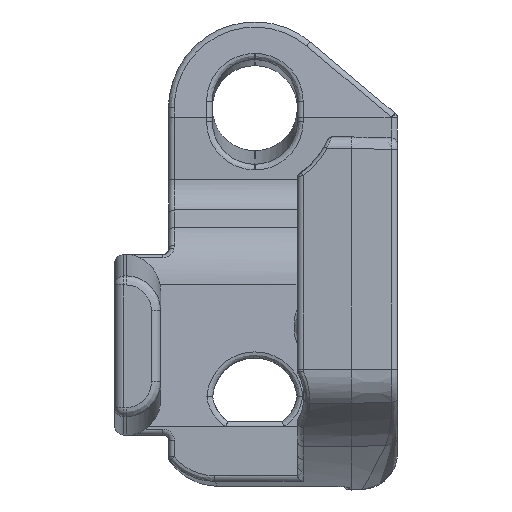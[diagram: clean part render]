
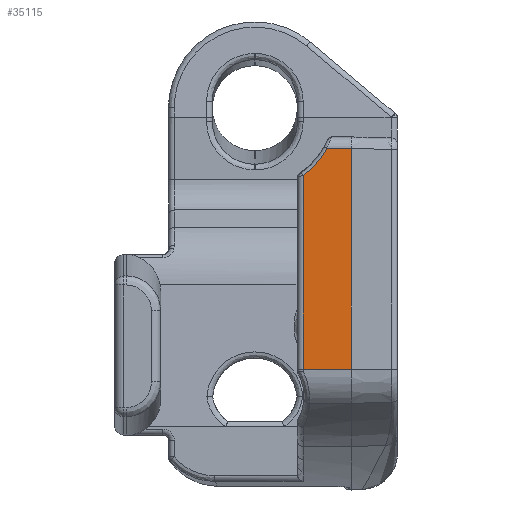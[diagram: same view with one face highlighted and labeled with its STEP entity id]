
A CAD part, left-side view. The second image highlights one B-rep face of the part: STEP entity #35115.
In plain terms, the highlighted planar face has unit normal (-1, 0, 0).
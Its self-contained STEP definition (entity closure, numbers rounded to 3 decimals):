
#7096=CARTESIAN_POINT('',(-41.15,-6.292,9.2));
#7292=CARTESIAN_POINT('',(-41.15,0.,12.7));
#7293=DIRECTION('',(-1.,0.,0.));
#7294=DIRECTION('',(0.,-0.583,-0.812));
#7295=AXIS2_PLACEMENT_3D('',#7292,#7293,#7294);
#7300=DIRECTION('',(0.,1.,0.));
#7301=VECTOR('',#7300,2.108);
#7302=CARTESIAN_POINT('',(-41.15,-8.4,9.2));
#7303=LINE('',#7302,#7301);
#7307=DIRECTION('',(0.,0.,-1.));
#7308=VECTOR('',#7307,16.852);
#7309=CARTESIAN_POINT('',(-41.15,-4.2,6.852));
#7310=LINE('',#7309,#7308);
#7320=CARTESIAN_POINT('',(-41.15,-8.4,9.2));
#7339=DIRECTION('',(0.,0.,1.));
#7340=VECTOR('',#7339,19.2);
#7341=CARTESIAN_POINT('',(-41.15,-8.4,-10.));
#7342=LINE('',#7341,#7340);
#13353=DIRECTION('',(0.,1.,0.));
#13354=VECTOR('',#13353,4.2);
#13355=CARTESIAN_POINT('',(-41.15,-8.4,-10.));
#13356=LINE('',#13355,#13354);
#26574=VERTEX_POINT('',#7320);
#26580=CARTESIAN_POINT('',(-41.15,-8.4,-10.));
#26582=VERTEX_POINT('',#26580);
#26893=CARTESIAN_POINT('',(-41.15,-4.2,-10.));
#26894=VERTEX_POINT('',#26893);
#27365=VERTEX_POINT('',#7096);
#27435=CARTESIAN_POINT('',(-41.15,-4.2,6.852));
#27436=VERTEX_POINT('',#27435);
#35101=CARTESIAN_POINT('',(-41.15,-8.4,9.2));
#35102=DIRECTION('',(1.,0.,0.));
#35103=DIRECTION('',(0.,0.,-1.));
#35104=AXIS2_PLACEMENT_3D('',#35101,#35102,#35103);
#35105=PLANE('',#35104);
#35106=ORIENTED_EDGE('',*,*,#35093,.T.);
#35107=ORIENTED_EDGE('',*,*,#34983,.F.);
#35109=ORIENTED_EDGE('',*,*,#35108,.F.);
#35111=ORIENTED_EDGE('',*,*,#35110,.T.);
#35112=ORIENTED_EDGE('',*,*,#34761,.F.);
#35113=EDGE_LOOP('',(#35106,#35107,#35109,#35111,#35112));
#35114=FACE_OUTER_BOUND('',#35113,.F.);
#7296=CIRCLE('',#7295,7.2);
#34761=EDGE_CURVE('',#27436,#26894,#7310,.T.);
#34983=EDGE_CURVE('',#26574,#27365,#7303,.T.);
#35093=EDGE_CURVE('',#27436,#27365,#7296,.T.);
#35108=EDGE_CURVE('',#26582,#26574,#7342,.T.);
#35110=EDGE_CURVE('',#26582,#26894,#13356,.T.);
#35115=ADVANCED_FACE('',(#35114),#35105,.F.);
